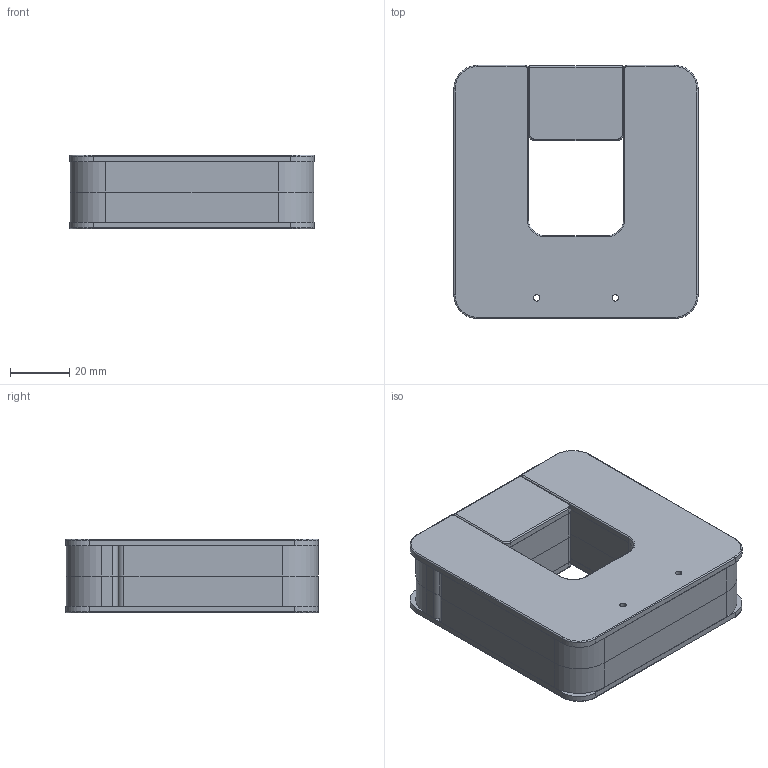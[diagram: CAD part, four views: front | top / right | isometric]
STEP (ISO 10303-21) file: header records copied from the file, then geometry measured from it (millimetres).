
FILE_DESCRIPTION (( 'STEP AP203' ), '1' );
FILE_NAME ('751C.STEP', '2017-01-18T06:33:39', ( '微软中国' ), ( '微软中国' ), 'SwSTEP 2.0', 'SolidWorks 2008', '' );
FILE_SCHEMA (( 'CONFIG_CONTROL_DESIGN' ));
Length unit declared in the file: millimetre
Products named in the file (5): 751C下壳下_默认; 751C; 751C下壳上_默认; 751C上壳下_默认; 751C上壳上_默认
Assembly tree (4 placements, depth 2):
  751C
    751C上壳下_默认
    751C下壳上_默认
    751C上壳上_默认
    751C下壳下_默认
Bounding box: 82.7 x 85.7 x 25 mm (x, y, z)
Volume: 51129.9 mm3; surface area: 54888 mm2
Topology: 4 solids, 4 shells, 727 faces, 1840 edges, 1172 vertices
Faces by surface type: plane 381, cylinder 262, torus 52, cone 28, sphere 4
Entity records: 22327 total; most frequent: DIRECTION 3954, CARTESIAN_POINT 3742, ORIENTED_EDGE 3672, EDGE_CURVE 1836, AXIS2_PLACEMENT_3D 1384, LINE 1186, VECTOR 1186, VERTEX_POINT 1172
